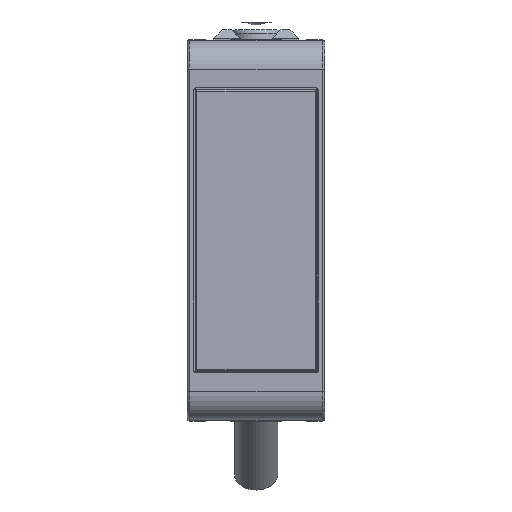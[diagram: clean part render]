
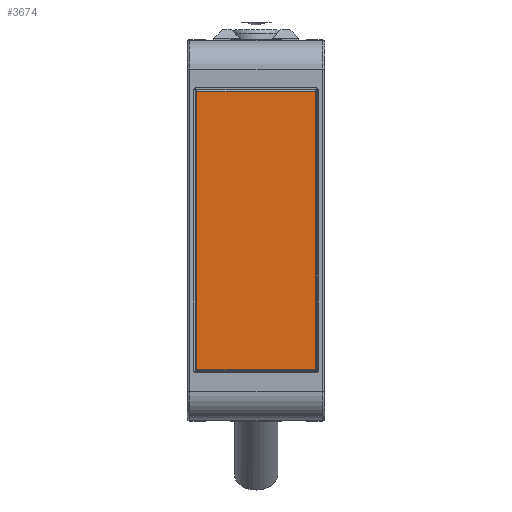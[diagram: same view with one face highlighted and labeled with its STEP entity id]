
A CAD part, top view. The second image highlights one B-rep face of the part: STEP entity #3674.
In plain terms, the highlighted planar face has unit normal (0, 0, 1).
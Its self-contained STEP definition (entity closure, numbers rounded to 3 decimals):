
#462=PLANE('',#4011);
#659=FACE_OUTER_BOUND('',#879,.T.);
#879=EDGE_LOOP('',(#3358,#3359,#3360,#3361));
#1165=LINE('',#12975,#1445);
#1166=LINE('',#12981,#1446);
#1167=LINE('',#12986,#1447);
#1168=LINE('',#12991,#1448);
#1445=VECTOR('',#4883,21.902);
#1446=VECTOR('',#4892,9.302);
#1447=VECTOR('',#4899,21.902);
#1448=VECTOR('',#4908,9.302);
#1891=VERTEX_POINT('',#12969);
#1892=VERTEX_POINT('',#12973);
#1893=VERTEX_POINT('',#12979);
#1894=VERTEX_POINT('',#12985);
#2382=EDGE_CURVE('',#1892,#1891,#1165,.T.);
#2385=EDGE_CURVE('',#1893,#1892,#1166,.T.);
#2387=EDGE_CURVE('',#1894,#1893,#1167,.T.);
#2390=EDGE_CURVE('',#1891,#1894,#1168,.T.);
#3358=ORIENTED_EDGE('',*,*,#2385,.T.);
#3359=ORIENTED_EDGE('',*,*,#2382,.T.);
#3360=ORIENTED_EDGE('',*,*,#2390,.T.);
#3361=ORIENTED_EDGE('',*,*,#2387,.T.);
#3674=ADVANCED_FACE('',(#659),#462,.T.);
#4011=AXIS2_PLACEMENT_3D('',#12992,#4909,#4910);
#4883=DIRECTION('',(0.,-1.,0.));
#4892=DIRECTION('',(-1.,0.,0.));
#4899=DIRECTION('',(0.,1.,0.));
#4908=DIRECTION('',(1.,0.,0.));
#4909=DIRECTION('center_axis',(0.,0.,
1.));
#4910=DIRECTION('ref_axis',(1.,0.,0.));
#12969=CARTESIAN_POINT('',(-20.381,-23.365,27.106));
#12973=CARTESIAN_POINT('',(-20.381,-1.463,27.106));
#12975=CARTESIAN_POINT('',(-20.381,-1.463,27.106));
#12979=CARTESIAN_POINT('',(-11.079,-1.463,27.106));
#12981=CARTESIAN_POINT('',(-11.079,-1.463,27.106));
#12985=CARTESIAN_POINT('',(-11.079,-23.365,27.106));
#12986=CARTESIAN_POINT('',(-11.079,-23.365,27.106));
#12991=CARTESIAN_POINT('',(-20.381,-23.365,27.106));
#12992=CARTESIAN_POINT('Origin',(-10.93,-23.514,27.106));
